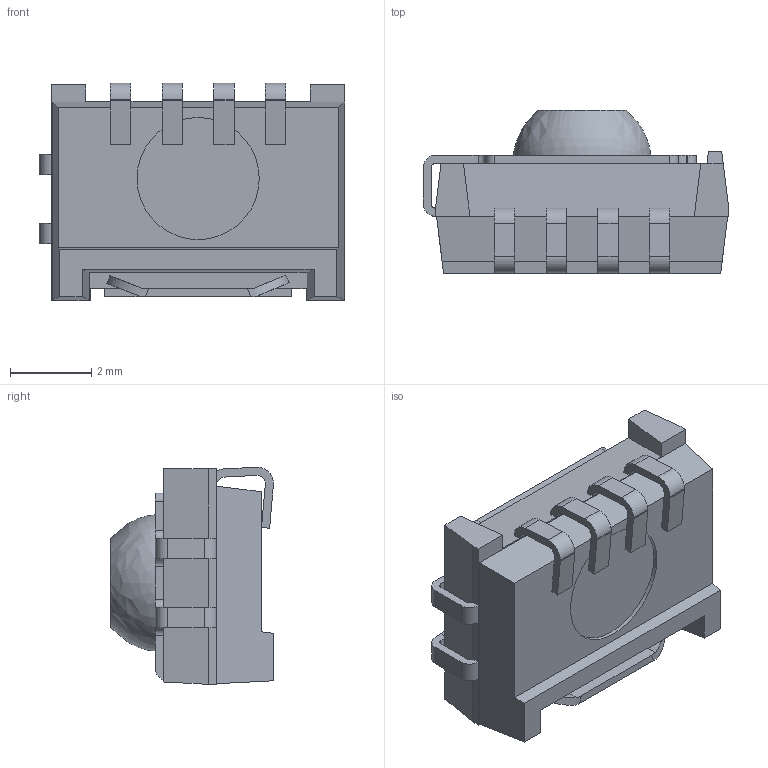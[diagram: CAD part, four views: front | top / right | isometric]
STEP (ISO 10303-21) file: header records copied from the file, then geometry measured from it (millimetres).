
FILE_DESCRIPTION (( 'STEP AP214' ), '1' );
FILE_NAME ('Vishay TSOP36x.STEP', '2018-05-13T19:49:53', ( '' ), ( '' ), 'SwSTEP 2.0', 'SolidWorks 2016', '' );
FILE_SCHEMA (( 'AUTOMOTIVE_DESIGN' ));
Length unit declared in the file: millimetre
Products named in the file (5): STREIFEN; Vishay TSOP36x; BEINCHEN; 82826SMD; TEIL1
Assembly tree (7 placements, depth 3):
  Vishay TSOP36x
    82826SMD
      TEIL1
      STREIFEN
      BEINCHEN  x4
Bounding box: 7.5 x 4 x 5.34 mm (x, y, z)
Volume: 91.1 mm3; surface area: 217.2 mm2
Topology: 6 solids, 6 shells, 173 faces, 485 edges, 324 vertices
Faces by surface type: plane 112, cylinder 60, bspline 1
Entity records: 4396 total; most frequent: CARTESIAN_POINT 899, ORIENTED_EDGE 714, DIRECTION 683, EDGE_CURVE 357, LINE 255, VECTOR 255, VERTEX_POINT 240, AXIS2_PLACEMENT_3D 214
